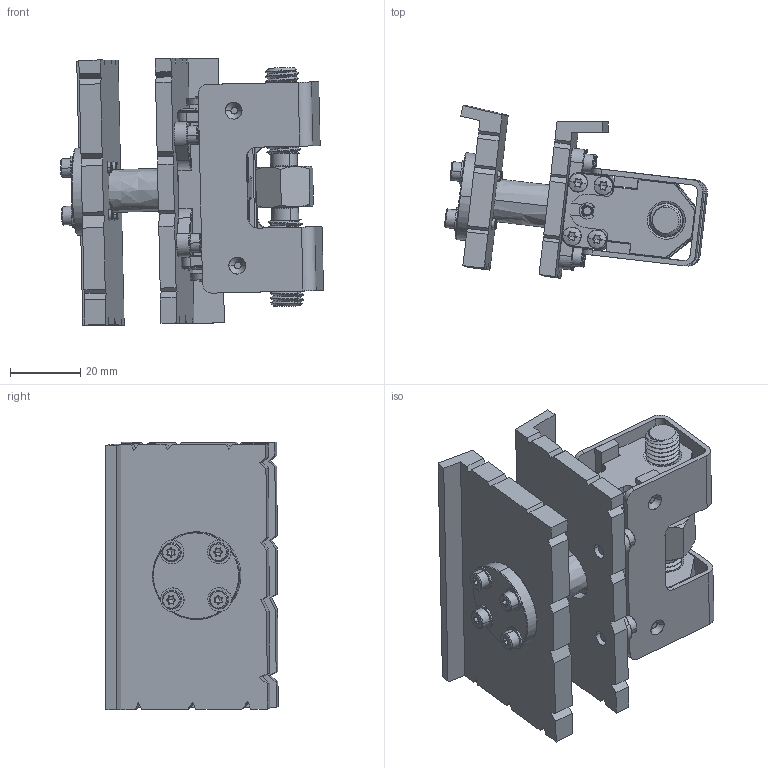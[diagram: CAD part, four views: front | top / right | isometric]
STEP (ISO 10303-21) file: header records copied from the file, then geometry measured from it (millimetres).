
FILE_DESCRIPTION(('FreeCAD Model'),'2;1');
FILE_NAME('Open CASCADE Shape Model','2025-04-27T00:35:39',('FreeCAD'),( 'FreeCAD'),'Open CASCADE STEP processor 7.6','FreeCAD','Unknown');
FILE_SCHEMA(('AUTOMOTIVE_DESIGN { 1 0 10303 214 1 1 1 1 }'));
Products named in the file (1): Open CASCADE STEP translator 7.6 1
Bounding box: 74.93 x 49.08 x 76.35 mm (x, y, z)
Volume: 82851 mm3; surface area: 57829.1 mm2
Topology: 55 solids, 55 shells, 1710 faces, 4451 edges, 2819 vertices
Faces by surface type: bspline 1710
Entity records: 162980 total; most frequent: CARTESIAN_POINT 138592, ORIENTED_EDGE 8762, EDGE_CURVE 4381, VERTEX_POINT 2819, B_SPLINE_CURVE_WITH_KNOTS 2375, FACE_BOUND 1864, EDGE_LOOP 1864, ADVANCED_FACE 1710
